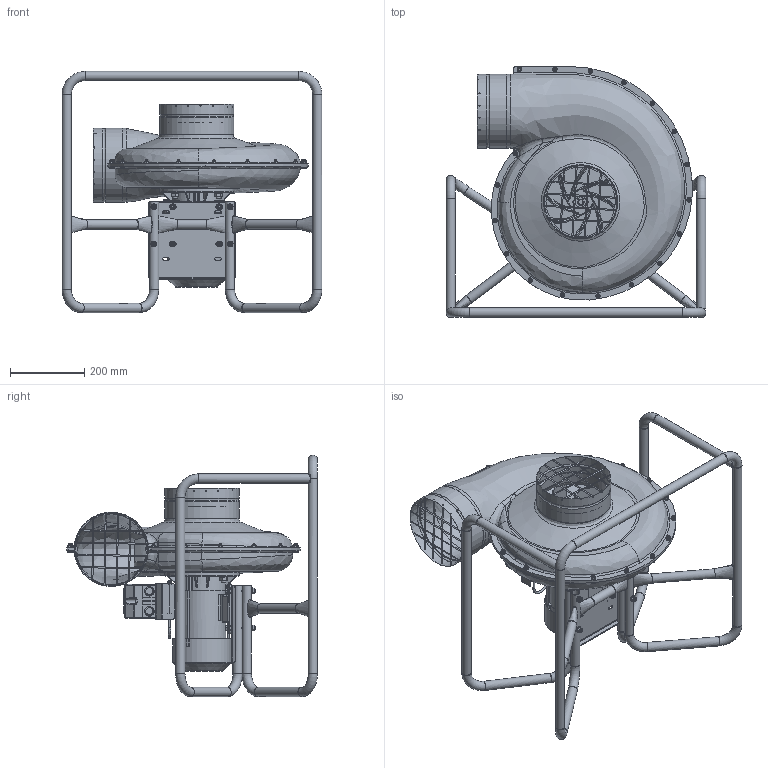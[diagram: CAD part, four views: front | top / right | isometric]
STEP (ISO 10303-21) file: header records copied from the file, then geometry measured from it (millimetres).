
FILE_DESCRIPTION(/* description */ ('805W87 FAST-200-P'),/* implementation_level */ '2;1');
FILE_NAME(/* name */ '805W87 FAST-200-P.stp',/* time_stamp */ '2022-05-12T07:13:54+02:00',/* author */ ('a.korpacki'),/* organization */ ('KLIMAWENT S.A.'),/* preprocessor_version */ 'ST-DEVELOPER v18.1',/* originating_system */ 'Autodesk Inventor 2021',/* authorisation */ '');
FILE_SCHEMA (('AUTOMOTIVE_DESIGN { 1 0 10303 214 3 1 1 }'));
Length unit declared in the file: millimetre
Products named in the file (1): ~~
Bounding box: 699.99 x 675.99 x 649.96 mm (x, y, z)
Volume: 9186027.8 mm3; surface area: 3569016.6 mm2
Topology: 11 solids, 11 shells, 2922 faces, 7304 edges, 4509 vertices
Faces by surface type: plane 1335, cylinder 854, cone 328, bspline 192, torus 182, sphere 31
Full cylindrical faces by diameter (mm): 3 x16, 4.3 x2, 4.8 x3, 5 x4, 5.5 x4, 6 x22, 6.647 x2, 6.8 x2, 8 x33, 8.2 x1, 8.4 x12, 8.5 x4, 8.88 x18, 9 x4, 10.1 x2, 11.63 x9, 12 x45, 12.5 x3, 16 x12, 16.63 x4, 17 x1, 19 x3, 19.5 x2, 20 x1, 22 x18, 25 x19, 26 x4, 27 x1, 39.5 x1, 45.5 x1
Entity records: 123085 total; most frequent: CARTESIAN_POINT 51858, ORIENTED_EDGE 14508, DIRECTION 14193, EDGE_CURVE 7254, AXIS2_PLACEMENT_3D 5522, VERTEX_POINT 4509, EDGE_LOOP 3321, LINE 3149
